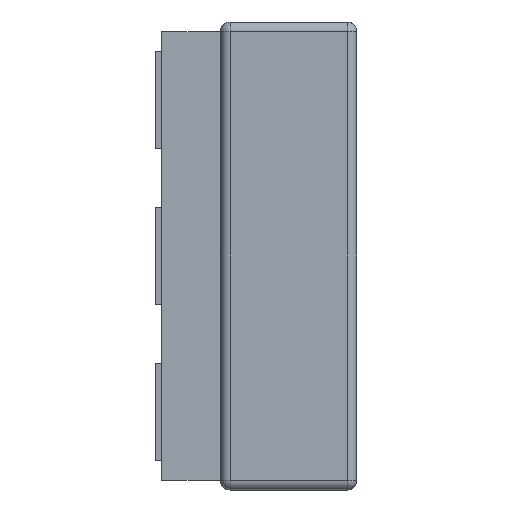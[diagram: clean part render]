
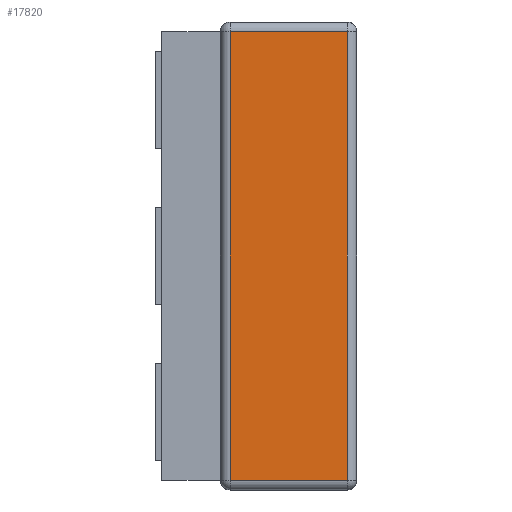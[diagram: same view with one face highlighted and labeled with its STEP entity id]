
A CAD part, left-side view. The second image highlights one B-rep face of the part: STEP entity #17820.
In plain terms, the highlighted planar face has unit normal (-1, 0, 0).
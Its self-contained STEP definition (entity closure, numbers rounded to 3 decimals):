
#396 = LINE ( 'NONE', #16035, #19152 ) ;
#460 = DIRECTION ( 'NONE',  ( 0., 0., 1. ) ) ;
#653 = ORIENTED_EDGE ( 'NONE', *, *, #2780, .T. ) ;
#1348 = CARTESIAN_POINT ( 'NONE',  ( -2.2, 0.65, -1.2 ) ) ;
#1840 = EDGE_CURVE ( 'NONE', #3794, #16232, #8985, .T. ) ;
#2046 = VECTOR ( 'NONE', #15180, 1000. ) ;
#2780 = EDGE_CURVE ( 'NONE', #3675, #14872, #396, .T. ) ;
#3563 = VECTOR ( 'NONE', #22736, 1000. ) ;
#3675 = VERTEX_POINT ( 'NONE', #16424 ) ;
#3794 = VERTEX_POINT ( 'NONE', #19104 ) ;
#4220 = ORIENTED_EDGE ( 'NONE', *, *, #11939, .T. ) ;
#6504 = CARTESIAN_POINT ( 'NONE',  ( -2.2, 0.05, 1.15 ) ) ;
#7167 = ORIENTED_EDGE ( 'NONE', *, *, #1840, .T. ) ;
#7903 = EDGE_LOOP ( 'NONE', ( #4220, #653, #8620, #7167 ) ) ;
#7954 = VECTOR ( 'NONE', #17180, 1000. ) ;
#8620 = ORIENTED_EDGE ( 'NONE', *, *, #23323, .T. ) ;
#8985 = LINE ( 'NONE', #1348, #3563 ) ;
#9570 = AXIS2_PLACEMENT_3D ( 'NONE', #22198, #11357, #460 ) ;
#11357 = DIRECTION ( 'NONE',  ( -1., 0., 0. ) ) ;
#11751 = LINE ( 'NONE', #13391, #2046 ) ;
#11939 = EDGE_CURVE ( 'NONE', #16232, #3675, #18187, .T. ) ;
#13391 = CARTESIAN_POINT ( 'NONE',  ( -2.2, 0., 1.15 ) ) ;
#14872 = VERTEX_POINT ( 'NONE', #6504 ) ;
#15180 = DIRECTION ( 'NONE',  ( 0., 1., 0. ) ) ;
#16035 = CARTESIAN_POINT ( 'NONE',  ( -2.2, 0.05, 1.2 ) ) ;
#16108 = DIRECTION ( 'NONE',  ( 0., 0., 1. ) ) ;
#16232 = VERTEX_POINT ( 'NONE', #16542 ) ;
#16424 = CARTESIAN_POINT ( 'NONE',  ( -2.2, 0.05, -1.15 ) ) ;
#16542 = CARTESIAN_POINT ( 'NONE',  ( -2.2, 0.65, -1.15 ) ) ;
#17180 = DIRECTION ( 'NONE',  ( 0., -1., 0. ) ) ;
#17820 = ADVANCED_FACE ( 'NONE', ( #21822 ), #21980, .T. ) ;
#18187 = LINE ( 'NONE', #21283, #7954 ) ;
#19104 = CARTESIAN_POINT ( 'NONE',  ( -2.2, 0.65, 1.15 ) ) ;
#19152 = VECTOR ( 'NONE', #16108, 1000. ) ;
#21283 = CARTESIAN_POINT ( 'NONE',  ( -2.2, 0., -1.15 ) ) ;
#21822 = FACE_OUTER_BOUND ( 'NONE', #7903, .T. ) ;
#21980 = PLANE ( 'NONE',  #9570 ) ;
#22198 = CARTESIAN_POINT ( 'NONE',  ( -2.2, 0., 1.2 ) ) ;
#22736 = DIRECTION ( 'NONE',  ( 0., 0., -1. ) ) ;
#23323 = EDGE_CURVE ( 'NONE', #14872, #3794, #11751, .T. ) ;
